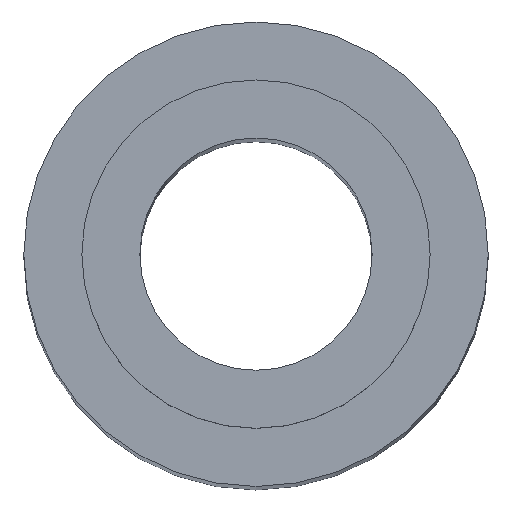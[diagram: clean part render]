
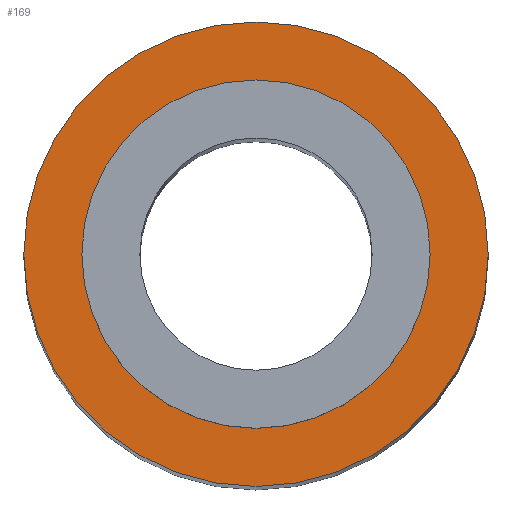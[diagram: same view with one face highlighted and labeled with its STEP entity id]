
A CAD part, top view. The second image highlights one B-rep face of the part: STEP entity #169.
In plain terms, the highlighted planar face has unit normal (0, 0, 1).
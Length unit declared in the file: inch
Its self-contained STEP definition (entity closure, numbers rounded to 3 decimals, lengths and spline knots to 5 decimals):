
#127=CARTESIAN_POINT('',(0.1875,0.,1.09375));
#128=VERTEX_POINT('',#127);
#129=CARTESIAN_POINT('',(0.0,0.0,1.09375));
#130=DIRECTION('',(0.0,0.0,1.0));
#131=DIRECTION('',(-1.0,0.0,0.0));
#132=AXIS2_PLACEMENT_3D('',#129,#130,#131);
#133=CIRCLE('',#132,0.1875);
#134=EDGE_CURVE('',#128,#128,#133,.T.);
#150=CARTESIAN_POINT('',(0.0,0.0,1.09375));
#151=DIRECTION('',(0.0,0.0,-1.0));
#152=DIRECTION('',(-1.0,0.0,0.0));
#153=AXIS2_PLACEMENT_3D('',#150,#151,#152);
#154=PLANE('',#153);
#155=CARTESIAN_POINT('',(0.25,0.,1.09375));
#156=VERTEX_POINT('',#155);
#157=CARTESIAN_POINT('',(0.0,0.0,1.09375));
#158=DIRECTION('',(0.0,0.0,-1.0));
#159=DIRECTION('',(-1.0,0.0,0.0));
#160=AXIS2_PLACEMENT_3D('',#157,#158,#159);
#161=CIRCLE('',#160,0.25);
#162=EDGE_CURVE('',#156,#156,#161,.T.);
#163=ORIENTED_EDGE('',*,*,#162,.F.);
#164=EDGE_LOOP('',(#163));
#165=FACE_OUTER_BOUND('',#164,.T.);
#166=ORIENTED_EDGE('',*,*,#134,.F.);
#167=EDGE_LOOP('',(#166));
#168=FACE_BOUND('',#167,.T.);
#169=ADVANCED_FACE('',(#165,#168),#154,.F.);
